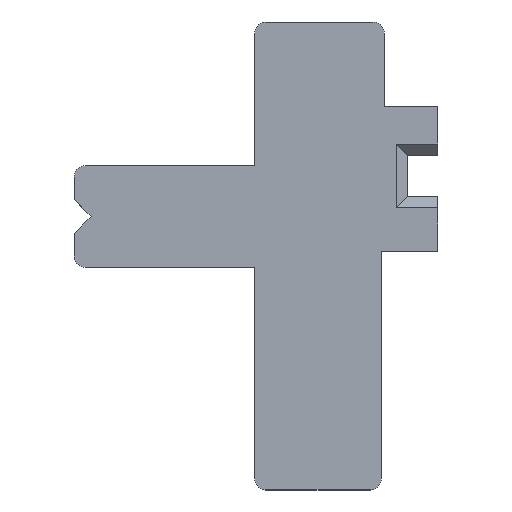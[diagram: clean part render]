
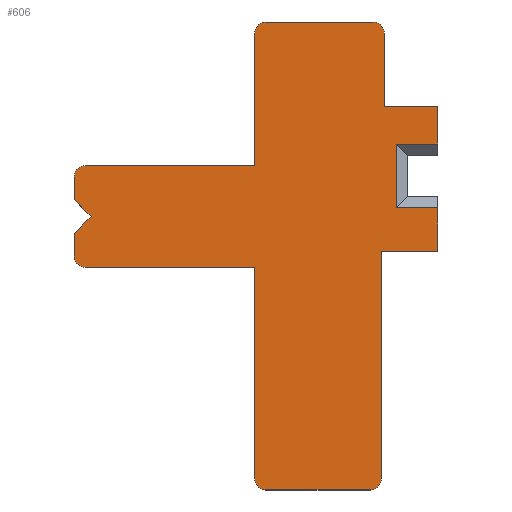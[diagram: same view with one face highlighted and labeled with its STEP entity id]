
A CAD part, top view. The second image highlights one B-rep face of the part: STEP entity #606.
In plain terms, the highlighted planar face has unit normal (0, 0, 1).
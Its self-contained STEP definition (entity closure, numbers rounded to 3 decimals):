
#15=PLANE('',#643);
#43=FACE_OUTER_BOUND('',#76,.T.);
#76=EDGE_LOOP('',(#425,#426,#427,#428,#429,#430,#431,#432,#433,#434,#435,
#436,#437,#438,#439,#440,#441,#442,#443,#444,#445,#446,#447,#448,#449));
#110=LINE('',#866,#187);
#111=LINE('',#870,#188);
#112=LINE('',#872,#189);
#113=LINE('',#874,#190);
#114=LINE('',#876,#191);
#115=LINE('',#878,#192);
#116=LINE('',#880,#193);
#117=LINE('',#882,#194);
#118=LINE('',#884,#195);
#119=LINE('',#886,#196);
#120=LINE('',#890,#197);
#121=LINE('',#894,#198);
#122=LINE('',#896,#199);
#123=LINE('',#900,#200);
#124=LINE('',#902,#201);
#125=LINE('',#904,#202);
#126=LINE('',#906,#203);
#127=LINE('',#910,#204);
#128=LINE('',#911,#205);
#187=VECTOR('',#697,10.);
#188=VECTOR('',#700,10.);
#189=VECTOR('',#701,10.);
#190=VECTOR('',#702,10.);
#191=VECTOR('',#703,10.);
#192=VECTOR('',#704,10.);
#193=VECTOR('',#705,10.);
#194=VECTOR('',#706,10.);
#195=VECTOR('',#707,10.);
#196=VECTOR('',#708,10.);
#197=VECTOR('',#711,10.);
#198=VECTOR('',#714,10.);
#199=VECTOR('',#715,10.);
#200=VECTOR('',#718,10.);
#201=VECTOR('',#719,10.);
#202=VECTOR('',#720,10.);
#203=VECTOR('',#721,10.);
#204=VECTOR('',#724,10.);
#205=VECTOR('',#725,10.);
#263=CIRCLE('',#642,0.4);
#264=CIRCLE('',#644,0.4);
#265=CIRCLE('',#645,0.4);
#266=CIRCLE('',#646,0.4);
#267=CIRCLE('',#647,0.4);
#268=CIRCLE('',#648,0.4);
#276=VERTEX_POINT('',#859);
#277=VERTEX_POINT('',#861);
#278=VERTEX_POINT('',#865);
#279=VERTEX_POINT('',#867);
#280=VERTEX_POINT('',#869);
#281=VERTEX_POINT('',#871);
#282=VERTEX_POINT('',#873);
#283=VERTEX_POINT('',#875);
#284=VERTEX_POINT('',#877);
#285=VERTEX_POINT('',#879);
#286=VERTEX_POINT('',#881);
#287=VERTEX_POINT('',#883);
#288=VERTEX_POINT('',#885);
#289=VERTEX_POINT('',#887);
#290=VERTEX_POINT('',#889);
#291=VERTEX_POINT('',#891);
#292=VERTEX_POINT('',#893);
#293=VERTEX_POINT('',#895);
#294=VERTEX_POINT('',#897);
#295=VERTEX_POINT('',#899);
#296=VERTEX_POINT('',#901);
#297=VERTEX_POINT('',#903);
#298=VERTEX_POINT('',#905);
#299=VERTEX_POINT('',#907);
#300=VERTEX_POINT('',#909);
#334=EDGE_CURVE('',#276,#277,#263,.T.);
#336=EDGE_CURVE('',#276,#278,#110,.T.);
#337=EDGE_CURVE('',#279,#278,#264,.T.);
#338=EDGE_CURVE('',#279,#280,#111,.T.);
#339=EDGE_CURVE('',#281,#280,#112,.T.);
#340=EDGE_CURVE('',#282,#281,#113,.T.);
#341=EDGE_CURVE('',#283,#282,#114,.T.);
#342=EDGE_CURVE('',#284,#283,#115,.T.);
#343=EDGE_CURVE('',#285,#284,#116,.T.);
#344=EDGE_CURVE('',#286,#285,#117,.T.);
#345=EDGE_CURVE('',#287,#286,#118,.T.);
#346=EDGE_CURVE('',#288,#287,#119,.T.);
#347=EDGE_CURVE('',#289,#288,#265,.T.);
#348=EDGE_CURVE('',#290,#289,#120,.T.);
#349=EDGE_CURVE('',#291,#290,#266,.T.);
#350=EDGE_CURVE('',#291,#292,#121,.T.);
#351=EDGE_CURVE('',#292,#293,#122,.T.);
#352=EDGE_CURVE('',#294,#293,#267,.T.);
#353=EDGE_CURVE('',#295,#294,#123,.T.);
#354=EDGE_CURVE('',#295,#296,#124,.T.);
#355=EDGE_CURVE('',#296,#297,#125,.T.);
#356=EDGE_CURVE('',#298,#297,#126,.T.);
#357=EDGE_CURVE('',#299,#298,#268,.T.);
#358=EDGE_CURVE('',#299,#300,#127,.T.);
#359=EDGE_CURVE('',#300,#277,#128,.T.);
#425=ORIENTED_EDGE('',*,*,#334,.F.);
#426=ORIENTED_EDGE('',*,*,#336,.T.);
#427=ORIENTED_EDGE('',*,*,#337,.F.);
#428=ORIENTED_EDGE('',*,*,#338,.T.);
#429=ORIENTED_EDGE('',*,*,#339,.F.);
#430=ORIENTED_EDGE('',*,*,#340,.F.);
#431=ORIENTED_EDGE('',*,*,#341,.F.);
#432=ORIENTED_EDGE('',*,*,#342,.F.);
#433=ORIENTED_EDGE('',*,*,#343,.F.);
#434=ORIENTED_EDGE('',*,*,#344,.F.);
#435=ORIENTED_EDGE('',*,*,#345,.F.);
#436=ORIENTED_EDGE('',*,*,#346,.F.);
#437=ORIENTED_EDGE('',*,*,#347,.F.);
#438=ORIENTED_EDGE('',*,*,#348,.F.);
#439=ORIENTED_EDGE('',*,*,#349,.F.);
#440=ORIENTED_EDGE('',*,*,#350,.T.);
#441=ORIENTED_EDGE('',*,*,#351,.T.);
#442=ORIENTED_EDGE('',*,*,#352,.F.);
#443=ORIENTED_EDGE('',*,*,#353,.F.);
#444=ORIENTED_EDGE('',*,*,#354,.T.);
#445=ORIENTED_EDGE('',*,*,#355,.T.);
#446=ORIENTED_EDGE('',*,*,#356,.F.);
#447=ORIENTED_EDGE('',*,*,#357,.F.);
#448=ORIENTED_EDGE('',*,*,#358,.T.);
#449=ORIENTED_EDGE('',*,*,#359,.T.);
#606=ADVANCED_FACE('',(#43),#15,.T.);
#642=AXIS2_PLACEMENT_3D('',#862,#692,#693);
#643=AXIS2_PLACEMENT_3D('',#864,#695,#696);
#644=AXIS2_PLACEMENT_3D('',#868,#698,#699);
#645=AXIS2_PLACEMENT_3D('',#888,#709,#710);
#646=AXIS2_PLACEMENT_3D('',#892,#712,#713);
#647=AXIS2_PLACEMENT_3D('',#898,#716,#717);
#648=AXIS2_PLACEMENT_3D('',#908,#722,#723);
#692=DIRECTION('center_axis',(0.,0.,-1.));
#693=DIRECTION('ref_axis',(-0.707,-0.707,0.));
#695=DIRECTION('center_axis',(0.,0.,1.));
#696=DIRECTION('ref_axis',(-1.,0.,0.));
#697=DIRECTION('',(1.,0.,0.));
#698=DIRECTION('center_axis',(0.,0.,-1.));
#699=DIRECTION('ref_axis',(0.707,-0.707,0.));
#700=DIRECTION('',(0.,1.,0.));
#701=DIRECTION('',(-1.,0.,0.));
#702=DIRECTION('',(0.,-1.,0.));
#703=DIRECTION('',(1.,0.,0.));
#704=DIRECTION('',(0.,-1.,0.));
#705=DIRECTION('',(-1.,0.,0.));
#706=DIRECTION('',(0.,-1.,0.));
#707=DIRECTION('',(1.,0.,0.));
#708=DIRECTION('',(0.,-1.,0.));
#709=DIRECTION('center_axis',(0.,0.,-1.));
#710=DIRECTION('ref_axis',(0.707,0.707,0.));
#711=DIRECTION('',(1.,0.,0.));
#712=DIRECTION('center_axis',(0.,0.,-1.));
#713=DIRECTION('ref_axis',(-0.707,0.707,0.));
#714=DIRECTION('',(0.,-1.,0.));
#715=DIRECTION('',(-1.,0.,0.));
#716=DIRECTION('center_axis',(0.,0.,-1.));
#717=DIRECTION('ref_axis',(-0.707,0.707,0.));
#718=DIRECTION('',(0.,1.,0.));
#719=DIRECTION('',(0.707,-0.707,0.));
#720=DIRECTION('',(-0.707,-0.707,0.));
#721=DIRECTION('',(0.,1.,0.));
#722=DIRECTION('center_axis',(0.,0.,-1.));
#723=DIRECTION('ref_axis',(-0.707,-0.707,0.));
#724=DIRECTION('',(1.,0.,0.));
#725=DIRECTION('',(0.,-1.,0.));
#859=CARTESIAN_POINT('',(-0.4,-53.8,6.));
#861=CARTESIAN_POINT('',(-0.8,-53.4,6.));
#862=CARTESIAN_POINT('Origin',(-0.4,-53.4,6.));
#864=CARTESIAN_POINT('Origin',(-0.05,-45.5,6.));
#865=CARTESIAN_POINT('',(3.3,-53.8,6.));
#866=CARTESIAN_POINT('',(-0.8,-53.8,6.));
#867=CARTESIAN_POINT('',(3.7,-53.4,6.));
#868=CARTESIAN_POINT('Origin',(3.3,-53.4,6.));
#869=CARTESIAN_POINT('',(3.7,-45.345,6.));
#870=CARTESIAN_POINT('',(3.7,-53.8,6.));
#871=CARTESIAN_POINT('',(5.7,-45.345,6.));
#872=CARTESIAN_POINT('',(5.7,-45.345,6.));
#873=CARTESIAN_POINT('',(5.7,-43.789,6.));
#874=CARTESIAN_POINT('',(5.7,-38.181,6.));
#875=CARTESIAN_POINT('',(4.228,-43.789,6.));
#876=CARTESIAN_POINT('',(2.289,-43.789,6.));
#877=CARTESIAN_POINT('',(4.228,-41.529,6.));
#878=CARTESIAN_POINT('',(4.228,-43.715,6.));
#879=CARTESIAN_POINT('',(5.7,-41.529,6.));
#880=CARTESIAN_POINT('',(2.825,-41.529,6.));
#881=CARTESIAN_POINT('',(5.7,-40.181,6.));
#882=CARTESIAN_POINT('',(5.7,-38.181,6.));
#883=CARTESIAN_POINT('',(3.8,-40.181,6.));
#884=CARTESIAN_POINT('',(3.8,-40.181,6.));
#885=CARTESIAN_POINT('',(3.8,-37.6,6.));
#886=CARTESIAN_POINT('',(3.8,-38.181,6.));
#887=CARTESIAN_POINT('',(3.4,-37.2,6.));
#888=CARTESIAN_POINT('Origin',(3.4,-37.6,6.));
#889=CARTESIAN_POINT('',(-0.4,-37.2,6.));
#890=CARTESIAN_POINT('',(-0.8,-37.2,6.));
#891=CARTESIAN_POINT('',(-0.8,-37.6,6.));
#892=CARTESIAN_POINT('Origin',(-0.4,-37.6,6.));
#893=CARTESIAN_POINT('',(-0.8,-42.301,6.));
#894=CARTESIAN_POINT('',(-0.8,-35.2,6.));
#895=CARTESIAN_POINT('',(-6.8,-42.301,6.));
#896=CARTESIAN_POINT('',(-5.8,-42.301,6.));
#897=CARTESIAN_POINT('',(-7.2,-42.701,6.));
#898=CARTESIAN_POINT('Origin',(-6.8,-42.701,6.));
#899=CARTESIAN_POINT('',(-7.2,-43.501,6.));
#900=CARTESIAN_POINT('',(-7.2,-40.301,6.));
#901=CARTESIAN_POINT('',(-6.6,-44.101,6.));
#902=CARTESIAN_POINT('',(-4.913,-45.788,6.));
#903=CARTESIAN_POINT('',(-7.2,-44.701,6.));
#904=CARTESIAN_POINT('',(-5.312,-42.813,6.));
#905=CARTESIAN_POINT('',(-7.2,-45.501,6.));
#906=CARTESIAN_POINT('',(-7.2,-40.301,6.));
#907=CARTESIAN_POINT('',(-6.8,-45.901,6.));
#908=CARTESIAN_POINT('Origin',(-6.8,-45.501,6.));
#909=CARTESIAN_POINT('',(-0.8,-45.901,6.));
#910=CARTESIAN_POINT('',(-5.8,-45.901,6.));
#911=CARTESIAN_POINT('',(-0.8,-45.901,6.));
